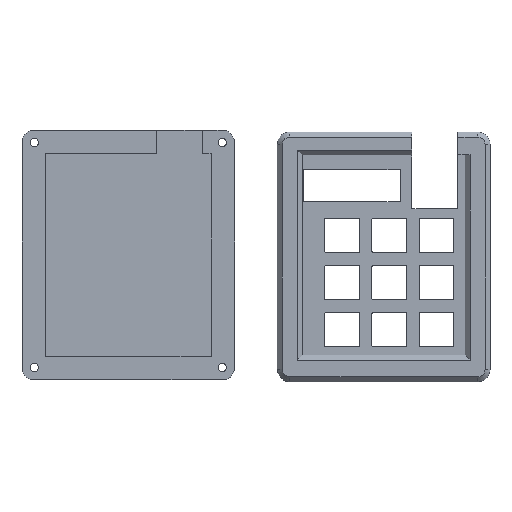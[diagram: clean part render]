
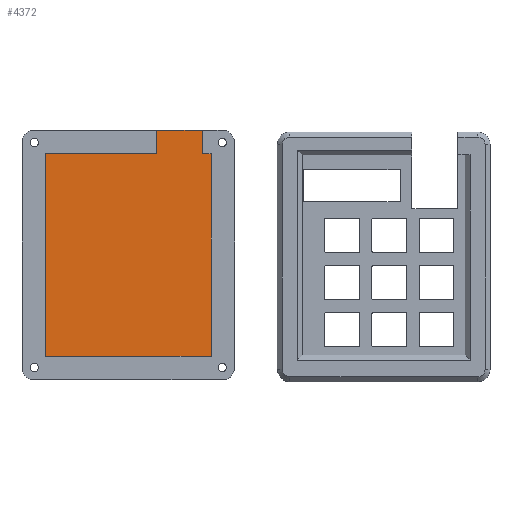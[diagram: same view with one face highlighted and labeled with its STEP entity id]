
A CAD part, top view. The second image highlights one B-rep face of the part: STEP entity #4372.
In plain terms, the highlighted planar face has unit normal (0, 0, 1).
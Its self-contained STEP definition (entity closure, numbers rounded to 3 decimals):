
#4140 = VERTEX_POINT('',#4141);
#4141 = CARTESIAN_POINT('',(11.426,50.5,3.));
#4147 = EDGE_CURVE('',#4148,#4140,#4150,.T.);
#4148 = VERTEX_POINT('',#4149);
#4149 = CARTESIAN_POINT('',(29.926,50.5,3.));
#4150 = LINE('',#4151,#4152);
#4151 = CARTESIAN_POINT('',(29.926,50.5,3.));
#4152 = VECTOR('',#4153,1.);
#4153 = DIRECTION('',(-1.,0.,0.));
#4353 = VERTEX_POINT('',#4354);
#4354 = CARTESIAN_POINT('',(29.926,41.,3.));
#4360 = EDGE_CURVE('',#4353,#4148,#4361,.T.);
#4361 = LINE('',#4362,#4363);
#4362 = CARTESIAN_POINT('',(29.926,41.,3.));
#4363 = VECTOR('',#4364,1.);
#4364 = DIRECTION('',(0.,1.,0.));
#4372 = ADVANCED_FACE('',(#4373),#4423,.T.);
#4373 = FACE_BOUND('',#4374,.T.);
#4374 = EDGE_LOOP('',(#4375,#4376,#4384,#4392,#4400,#4408,#4416,#4422));
#4375 = ORIENTED_EDGE('',*,*,#4147,.T.);
#4376 = ORIENTED_EDGE('',*,*,#4377,.T.);
#4377 = EDGE_CURVE('',#4140,#4378,#4380,.T.);
#4378 = VERTEX_POINT('',#4379);
#4379 = CARTESIAN_POINT('',(11.426,41.,3.));
#4380 = LINE('',#4381,#4382);
#4381 = CARTESIAN_POINT('',(11.426,50.5,3.));
#4382 = VECTOR('',#4383,1.);
#4383 = DIRECTION('',(0.,-1.,0.));
#4384 = ORIENTED_EDGE('',*,*,#4385,.T.);
#4385 = EDGE_CURVE('',#4378,#4386,#4388,.T.);
#4386 = VERTEX_POINT('',#4387);
#4387 = CARTESIAN_POINT('',(-33.5,41.,3.));
#4388 = LINE('',#4389,#4390);
#4389 = CARTESIAN_POINT('',(33.5,41.,3.));
#4390 = VECTOR('',#4391,1.);
#4391 = DIRECTION('',(-1.,0.,0.));
#4392 = ORIENTED_EDGE('',*,*,#4393,.T.);
#4393 = EDGE_CURVE('',#4386,#4394,#4396,.T.);
#4394 = VERTEX_POINT('',#4395);
#4395 = CARTESIAN_POINT('',(-33.5,-41.,3.));
#4396 = LINE('',#4397,#4398);
#4397 = CARTESIAN_POINT('',(-33.5,41.,3.));
#4398 = VECTOR('',#4399,1.);
#4399 = DIRECTION('',(0.,-1.,0.));
#4400 = ORIENTED_EDGE('',*,*,#4401,.T.);
#4401 = EDGE_CURVE('',#4394,#4402,#4404,.T.);
#4402 = VERTEX_POINT('',#4403);
#4403 = CARTESIAN_POINT('',(33.5,-41.,3.));
#4404 = LINE('',#4405,#4406);
#4405 = CARTESIAN_POINT('',(-33.5,-41.,3.));
#4406 = VECTOR('',#4407,1.);
#4407 = DIRECTION('',(1.,0.,0.));
#4408 = ORIENTED_EDGE('',*,*,#4409,.T.);
#4409 = EDGE_CURVE('',#4402,#4410,#4412,.T.);
#4410 = VERTEX_POINT('',#4411);
#4411 = CARTESIAN_POINT('',(33.5,41.,3.));
#4412 = LINE('',#4413,#4414);
#4413 = CARTESIAN_POINT('',(33.5,-41.,3.));
#4414 = VECTOR('',#4415,1.);
#4415 = DIRECTION('',(0.,1.,0.));
#4416 = ORIENTED_EDGE('',*,*,#4417,.T.);
#4417 = EDGE_CURVE('',#4410,#4353,#4418,.T.);
#4418 = LINE('',#4419,#4420);
#4419 = CARTESIAN_POINT('',(33.5,41.,3.));
#4420 = VECTOR('',#4421,1.);
#4421 = DIRECTION('',(-1.,0.,0.));
#4422 = ORIENTED_EDGE('',*,*,#4360,.T.);
#4423 = PLANE('',#4424);
#4424 = AXIS2_PLACEMENT_3D('',#4425,#4426,#4427);
#4425 = CARTESIAN_POINT('',(1.239,3.297,3.));
#4426 = DIRECTION('',(0.,0.,1.));
#4427 = DIRECTION('',(1.,0.,0.));
